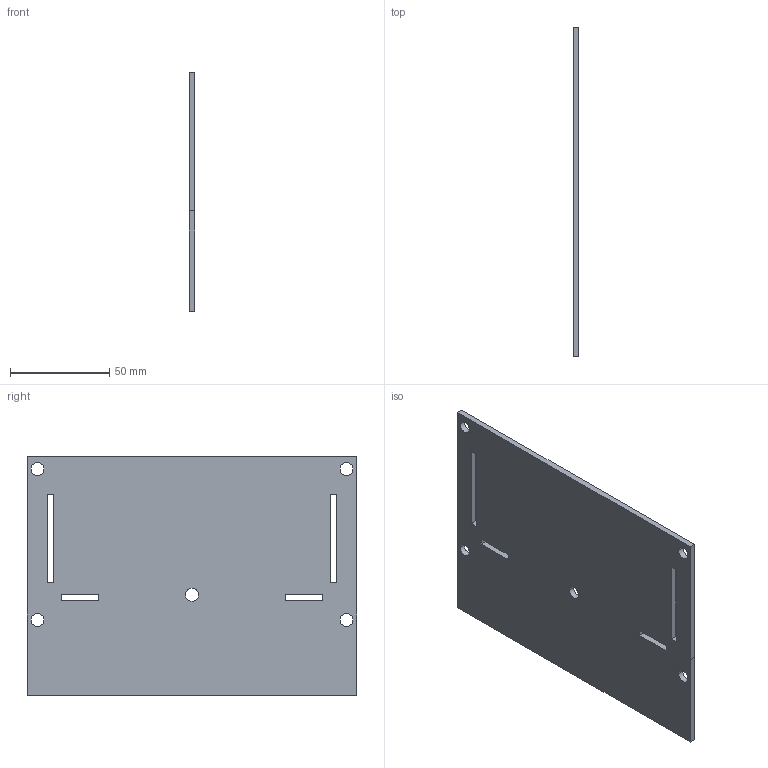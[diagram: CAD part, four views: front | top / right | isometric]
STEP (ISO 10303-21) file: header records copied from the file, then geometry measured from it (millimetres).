
FILE_DESCRIPTION(('CATIA V5 STEP Exchange','CAx-IF Rec.Pracs.--- Model Styling and Organization---1.4--- 2014-01-23','CAx-IF Rec.Pracs.---3D Tessellated Data Validation Properties---0.5---2014-09-14'),'2;1');
FILE_NAME('front cap.stp','2024-10-27T22:22:12+00:00',('none'),('none'),'CATIA Version 5-6 Release 2019 SP6','CATIA V5 STEP AP242 v1','none');
FILE_SCHEMA(('AP242_MANAGED_MODEL_BASED_3D_ENGINEERING_MIM_LF {1 0 10303 442 1 1 4}'));
Length unit declared in the file: millimetre
Products named in the file (1): rear cap
Bounding box: 3 x 166.12 x 120.65 mm (x, y, z)
Volume: 58407.8 mm3; surface area: 41835.6 mm2
Topology: 1 solids, 1 shells, 34 faces, 96 edges, 64 vertices
Faces by surface type: plane 24, cylinder 10
Entity records: 1082 total; most frequent: ORIENTED_EDGE 192, CARTESIAN_POINT 184, DIRECTION 142, EDGE_CURVE 96, VECTOR 76, LINE 76, VERTEX_POINT 64, EDGE_LOOP 52
